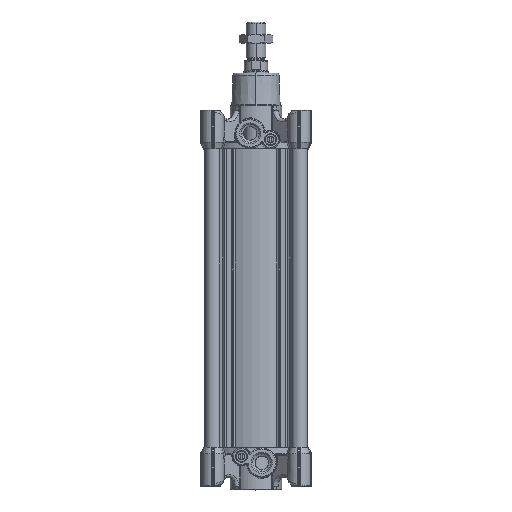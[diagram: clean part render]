
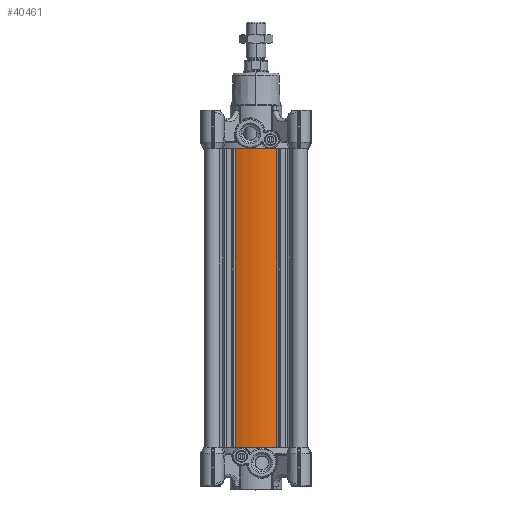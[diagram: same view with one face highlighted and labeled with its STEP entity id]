
A CAD part, top view. The second image highlights one B-rep face of the part: STEP entity #40461.
In plain terms, the highlighted cylindrical face has radius 52.75 mm (diameter 105.5 mm), a partial arc.
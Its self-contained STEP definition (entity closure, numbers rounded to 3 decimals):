
#923 = AXIS2_PLACEMENT_3D ( 'NONE', #28754, #104426, #20094 ) ;
#1134 = CARTESIAN_POINT ( 'NONE',  ( 21.399, 290., 48.214 ) ) ;
#5467 = LINE ( 'NONE', #99651, #5940 ) ;
#5940 = VECTOR ( 'NONE', #53519, 1000. ) ;
#7683 = VECTOR ( 'NONE', #8575, 1000. ) ;
#8575 = DIRECTION ( 'NONE',  ( 0., 1., 0. ) ) ;
#8892 = EDGE_LOOP ( 'NONE', ( #101557, #85061, #31895, #103518 ) ) ;
#20094 = DIRECTION ( 'NONE',  ( 1., 0., 0. ) ) ;
#20324 = EDGE_CURVE ( 'NONE', #107262, #75074, #5467, .T. ) ;
#21563 = DIRECTION ( 'NONE',  ( 0., -1., 0. ) ) ;
#28754 = CARTESIAN_POINT ( 'NONE',  ( 0., 348., 0. ) ) ;
#31895 = ORIENTED_EDGE ( 'NONE', *, *, #106331, .F. ) ;
#38969 = CYLINDRICAL_SURFACE ( 'NONE', #100463, 52.75 ) ;
#40461 = ADVANCED_FACE ( 'NONE', ( #104821 ), #38969, .T. ) ;
#42417 = CIRCLE ( 'NONE', #77736, 52.75 ) ;
#44440 = VERTEX_POINT ( 'NONE', #52978 ) ;
#48837 = DIRECTION ( 'NONE',  ( -1., 0., 0. ) ) ;
#52978 = CARTESIAN_POINT ( 'NONE',  ( 21.399, 348., 48.214 ) ) ;
#53519 = DIRECTION ( 'NONE',  ( 0., 1., 0. ) ) ;
#58659 = CARTESIAN_POINT ( 'NONE',  ( 0., 290., 0. ) ) ;
#62495 = EDGE_CURVE ( 'NONE', #44440, #75074, #69788, .T. ) ;
#69788 = CIRCLE ( 'NONE', #923, 52.75 ) ;
#75074 = VERTEX_POINT ( 'NONE', #104788 ) ;
#77736 = AXIS2_PLACEMENT_3D ( 'NONE', #105871, #21563, #111942 ) ;
#77753 = DIRECTION ( 'NONE',  ( 0., 1., 0. ) ) ;
#85061 = ORIENTED_EDGE ( 'NONE', *, *, #20324, .F. ) ;
#93535 = LINE ( 'NONE', #1134, #7683 ) ;
#95608 = EDGE_CURVE ( 'NONE', #107820, #44440, #93535, .T. ) ;
#99409 = CARTESIAN_POINT ( 'NONE',  ( 21.399, 40., 48.214 ) ) ;
#99651 = CARTESIAN_POINT ( 'NONE',  ( -21.399, 290., 48.214 ) ) ;
#100463 = AXIS2_PLACEMENT_3D ( 'NONE', #58659, #77753, #48837 ) ;
#101557 = ORIENTED_EDGE ( 'NONE', *, *, #62495, .T. ) ;
#103518 = ORIENTED_EDGE ( 'NONE', *, *, #95608, .T. ) ;
#104426 = DIRECTION ( 'NONE',  ( 0., -1., 0. ) ) ;
#104788 = CARTESIAN_POINT ( 'NONE',  ( -21.399, 348., 48.214 ) ) ;
#104821 = FACE_OUTER_BOUND ( 'NONE', #8892, .T. ) ;
#105871 = CARTESIAN_POINT ( 'NONE',  ( 0., 40., 0. ) ) ;
#106331 = EDGE_CURVE ( 'NONE', #107820, #107262, #42417, .T. ) ;
#107262 = VERTEX_POINT ( 'NONE', #108931 ) ;
#107820 = VERTEX_POINT ( 'NONE', #99409 ) ;
#108931 = CARTESIAN_POINT ( 'NONE',  ( -21.399, 40., 48.214 ) ) ;
#111942 = DIRECTION ( 'NONE',  ( 1., 0., 0. ) ) ;
